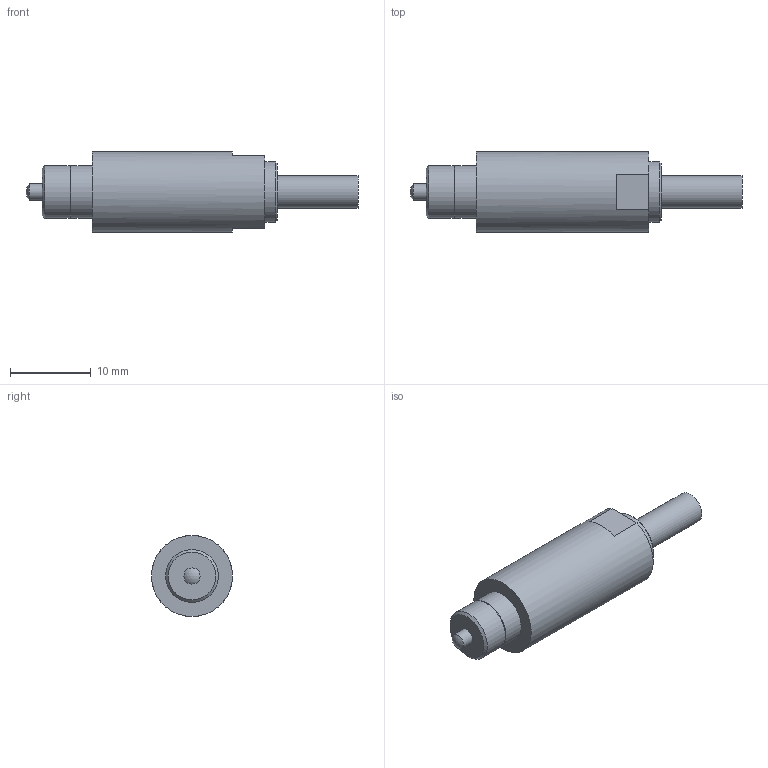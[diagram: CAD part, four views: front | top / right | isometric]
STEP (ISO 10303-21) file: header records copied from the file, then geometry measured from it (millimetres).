
FILE_DESCRIPTION (( 'STEP AP214' ), '1' );
FILE_NAME ('CSFN105A-H6X.STEP', '2019-05-17T19:03:16', ( '' ), ( '' ), 'SwSTEP 2.0', 'SolidWorks 2018', '' );
FILE_SCHEMA (( 'AUTOMOTIVE_DESIGN' ));
Length unit declared in the file: inch
Products named in the file (1): CSFN105A-H6X
Bounding box: 40.99 x 10 x 10 mm (x, y, z)
Volume: 2063.1 mm3; surface area: 1117.6 mm2
Topology: 1 solids, 1 shells, 20 faces, 39 edges, 25 vertices
Faces by surface type: plane 9, cylinder 6, cone 4, sphere 1
Full cylindrical faces by diameter (mm): 2 x1, 4 x1, 6.5 x2, 7.5 x1, 10 x1
Entity records: 480 total; most frequent: DIRECTION 86, CARTESIAN_POINT 69, ORIENTED_EDGE 52, AXIS2_PLACEMENT_3D 39, EDGE_LOOP 34, FACE_OUTER_BOUND 26, EDGE_CURVE 26, VERTEX_POINT 22
